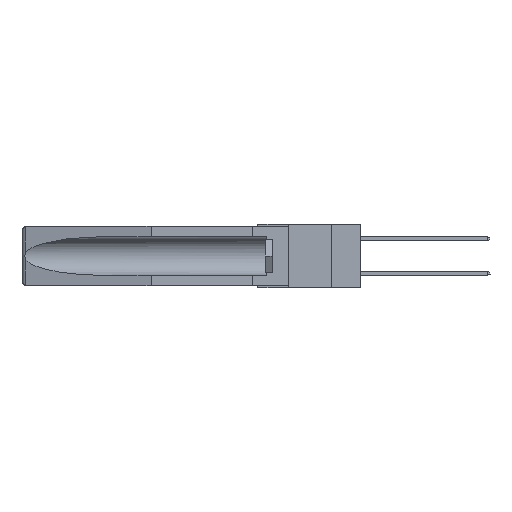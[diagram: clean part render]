
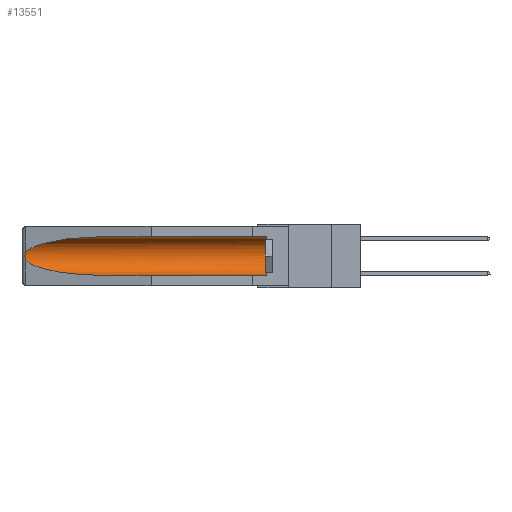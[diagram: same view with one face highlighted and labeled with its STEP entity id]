
A CAD part, left-side view. The second image highlights one B-rep face of the part: STEP entity #13551.
In plain terms, the highlighted cylindrical face has radius 2.857 mm (diameter 5.715 mm), a partial arc.
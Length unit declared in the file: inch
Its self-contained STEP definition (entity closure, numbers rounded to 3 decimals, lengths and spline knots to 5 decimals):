
#481 = VECTOR ( 'NONE', #12707, 39.37008 ) ;
#1375 = CARTESIAN_POINT ( 'NONE',  ( 0.26597, 1.5296, -0.19026 ) ) ;
#3392 =( BOUNDED_CURVE ( )  B_SPLINE_CURVE ( 3, ( #20224, #16397, #8909, #5307 ),
 .UNSPECIFIED., .F., .F. ) 
 B_SPLINE_CURVE_WITH_KNOTS ( ( 4, 4 ),
 ( 4.71239, 6.08839 ),
 .UNSPECIFIED. ) 
 CURVE ( )  GEOMETRIC_REPRESENTATION_ITEM ( )  RATIONAL_B_SPLINE_CURVE ( ( 1., 0.848, 0.848, 1. ) ) 
 REPRESENTATION_ITEM ( '' )  );
#3486 = EDGE_LOOP ( 'NONE', ( #22907, #10745, #20745, #5084, #18380, #13147 ) ) ;
#3856 = EDGE_CURVE ( 'NONE', #7369, #12230, #12476, .T. ) ;
#4039 = DIRECTION ( 'NONE',  ( 0., 0., 1. ) ) ;
#4069 = CARTESIAN_POINT ( 'NONE',  ( 0.155, 1.07973, -0.284 ) ) ;
#5084 = ORIENTED_EDGE ( 'NONE', *, *, #3856, .F. ) ;
#5307 = CARTESIAN_POINT ( 'NONE',  ( 0.26537, 1.52718, -0.14972 ) ) ;
#6081 = EDGE_CURVE ( 'NONE', #22330, #12230, #16478, .T. ) ;
#7258 = CARTESIAN_POINT ( 'NONE',  ( 0.26597, 1.52961, -0.15275 ) ) ;
#7294 = CYLINDRICAL_SURFACE ( 'NONE', #7698, 0.1125 ) ;
#7369 = VERTEX_POINT ( 'NONE', #11741 ) ;
#7438 = EDGE_CURVE ( 'NONE', #7369, #9505, #13248, .T. ) ;
#7698 = AXIS2_PLACEMENT_3D ( 'NONE', #9821, #15257, #4039 ) ;
#8279 = CARTESIAN_POINT ( 'NONE',  ( 0.155, 0.126, -0.1715 ) ) ;
#8504 = DIRECTION ( 'NONE',  ( 0., 1., 0. ) ) ;
#8541 = LINE ( 'NONE', #21267, #17654 ) ;
#8798 = CARTESIAN_POINT ( 'NONE',  ( 0.26655, 1.53094, -0.18657 ) ) ;
#8907 = CARTESIAN_POINT ( 'NONE',  ( 0.155, -0.30754, -0.284 ) ) ;
#8909 = CARTESIAN_POINT ( 'NONE',  ( 0.25451, 1.48313, -0.09465 ) ) ;
#9505 = VERTEX_POINT ( 'NONE', #22443 ) ;
#9821 = CARTESIAN_POINT ( 'NONE',  ( 0.155, -0.30754, -0.1715 ) ) ;
#10680 = CARTESIAN_POINT ( 'NONE',  ( 0.2673, 1.5327, -0.16383 ) ) ;
#10745 = ORIENTED_EDGE ( 'NONE', *, *, #21065, .T. ) ;
#10765 = CARTESIAN_POINT ( 'NONE',  ( 0.2673, 1.53269, -0.17917 ) ) ;
#10848 = CARTESIAN_POINT ( 'NONE',  ( 0.26537, 1.52718, -0.14972 ) ) ;
#11537 = CARTESIAN_POINT ( 'NONE',  ( 0.26537, 1.52718, -0.19328 ) ) ;
#11741 = CARTESIAN_POINT ( 'NONE',  ( 0.155, 0.126, -0.284 ) ) ;
#12230 = VERTEX_POINT ( 'NONE', #21047 ) ;
#12278 = FACE_OUTER_BOUND ( 'NONE', #3486, .T. ) ;
#12476 = LINE ( 'NONE', #8907, #481 ) ;
#12707 = DIRECTION ( 'NONE',  ( 0., 1., 0. ) ) ;
#13147 = ORIENTED_EDGE ( 'NONE', *, *, #16532, .T. ) ;
#13248 = CIRCLE ( 'NONE', #21103, 0.1125 ) ;
#13424 = VERTEX_POINT ( 'NONE', #15178 ) ;
#13551 = ADVANCED_FACE ( 'NONE', ( #12278 ), #7294, .F. ) ;
#14237 = CARTESIAN_POINT ( 'NONE',  ( 0.26537, 1.52718, -0.19328 ) ) ;
#14473 = CARTESIAN_POINT ( 'NONE',  ( 0.2675, 1.53308, -0.16763 ) ) ;
#15101 = B_SPLINE_CURVE_WITH_KNOTS ( 'NONE', 3,
 ( #10848, #7258, #23922, #10680, #14473, #22050, #10765, #8798, #1375, #16531 ),
 .UNSPECIFIED., .F., .F.,
 ( 4, 2, 2, 2, 4 ),
 ( 0., 0.00029, 0.00058, 0.00087, 0.00117 ),
 .UNSPECIFIED. ) ;
#15178 = CARTESIAN_POINT ( 'NONE',  ( 0.26537, 1.52718, -0.14972 ) ) ;
#15257 = DIRECTION ( 'NONE',  ( 0., 1., 0. ) ) ;
#15286 = CARTESIAN_POINT ( 'NONE',  ( 0.25451, 1.48313, -0.24835 ) ) ;
#16397 = CARTESIAN_POINT ( 'NONE',  ( 0.21114, 1.30732, -0.059 ) ) ;
#16478 =( BOUNDED_CURVE ( )  B_SPLINE_CURVE ( 3, ( #11537, #15286, #16878, #4069 ),
 .UNSPECIFIED., .F., .F. ) 
 B_SPLINE_CURVE_WITH_KNOTS ( ( 4, 4 ),
 ( 0.1948, 1.5708 ),
 .UNSPECIFIED. ) 
 CURVE ( )  GEOMETRIC_REPRESENTATION_ITEM ( )  RATIONAL_B_SPLINE_CURVE ( ( 1., 0.848, 0.848, 1. ) ) 
 REPRESENTATION_ITEM ( '' )  );
#16531 = CARTESIAN_POINT ( 'NONE',  ( 0.26537, 1.52718, -0.19328 ) ) ;
#16532 = EDGE_CURVE ( 'NONE', #9505, #21165, #8541, .T. ) ;
#16878 = CARTESIAN_POINT ( 'NONE',  ( 0.21114, 1.30732, -0.284 ) ) ;
#17497 = DIRECTION ( 'NONE',  ( 0., -1., 0. ) ) ;
#17654 = VECTOR ( 'NONE', #8504, 39.37008 ) ;
#17815 = DIRECTION ( 'NONE',  ( 0., 0., 1. ) ) ;
#18380 = ORIENTED_EDGE ( 'NONE', *, *, #7438, .T. ) ;
#20193 = CARTESIAN_POINT ( 'NONE',  ( 0.155, 1.07973, -0.059 ) ) ;
#20224 = CARTESIAN_POINT ( 'NONE',  ( 0.155, 1.07973, -0.059 ) ) ;
#20386 = EDGE_CURVE ( 'NONE', #21165, #13424, #3392, .T. ) ;
#20745 = ORIENTED_EDGE ( 'NONE', *, *, #6081, .T. ) ;
#21047 = CARTESIAN_POINT ( 'NONE',  ( 0.155, 1.07973, -0.284 ) ) ;
#21065 = EDGE_CURVE ( 'NONE', #13424, #22330, #15101, .T. ) ;
#21103 = AXIS2_PLACEMENT_3D ( 'NONE', #8279, #17497, #17815 ) ;
#21165 = VERTEX_POINT ( 'NONE', #20193 ) ;
#21267 = CARTESIAN_POINT ( 'NONE',  ( 0.155, -0.30754, -0.059 ) ) ;
#22050 = CARTESIAN_POINT ( 'NONE',  ( 0.2675, 1.53308, -0.17534 ) ) ;
#22330 = VERTEX_POINT ( 'NONE', #14237 ) ;
#22443 = CARTESIAN_POINT ( 'NONE',  ( 0.155, 0.126, -0.059 ) ) ;
#22907 = ORIENTED_EDGE ( 'NONE', *, *, #20386, .T. ) ;
#23922 = CARTESIAN_POINT ( 'NONE',  ( 0.26654, 1.53092, -0.15636 ) ) ;
